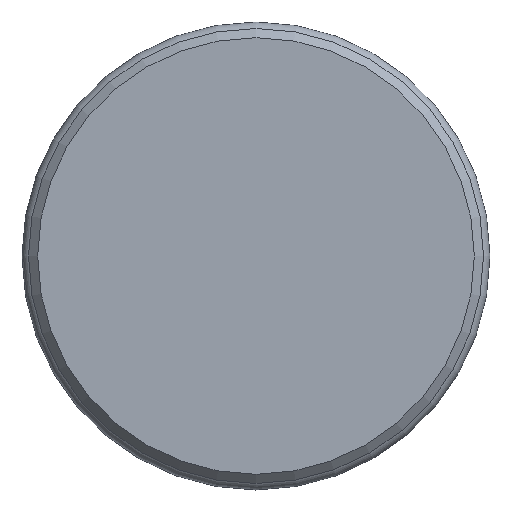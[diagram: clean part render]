
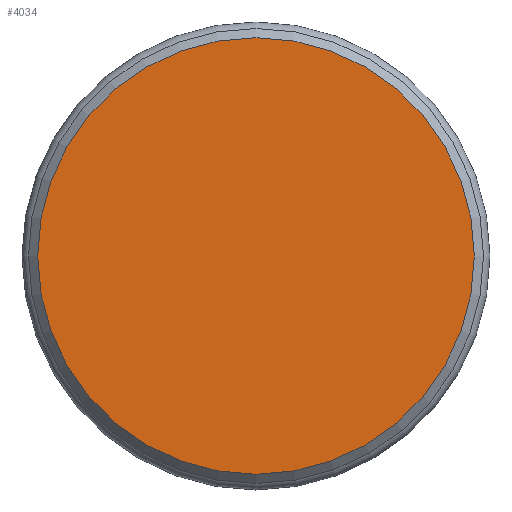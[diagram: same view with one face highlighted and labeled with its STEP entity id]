
A CAD part, front view. The second image highlights one B-rep face of the part: STEP entity #4034.
In plain terms, the highlighted planar face has unit normal (0, -1, 0).
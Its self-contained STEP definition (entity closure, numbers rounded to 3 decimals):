
#73=CIRCLE('',#4189,47.5);
#372=FACE_OUTER_BOUND('',#616,.T.);
#616=EDGE_LOOP('',(#3604));
#1952=VERTEX_POINT('',#7513);
#2519=EDGE_CURVE('',#1952,#1952,#73,.T.);
#3604=ORIENTED_EDGE('',*,*,#2519,.F.);
#3795=PLANE('',#4191);
#4034=ADVANCED_FACE('',(#372),#3795,.T.);
#4189=AXIS2_PLACEMENT_3D('',#7514,#4885,#4886);
#4191=AXIS2_PLACEMENT_3D('',#7517,#4889,#4890);
#4885=DIRECTION('center_axis',(0.,1.,0.));
#4886=DIRECTION('ref_axis',(1.,0.,0.));
#4889=DIRECTION('center_axis',(0.,-1.,0.));
#4890=DIRECTION('ref_axis',(0.,0.,-1.));
#7513=CARTESIAN_POINT('',(-47.5,-10.63,0.));
#7514=CARTESIAN_POINT('Origin',(0.,-10.63,0.));
#7517=CARTESIAN_POINT('Origin',(-49.5,-10.63,0.));
